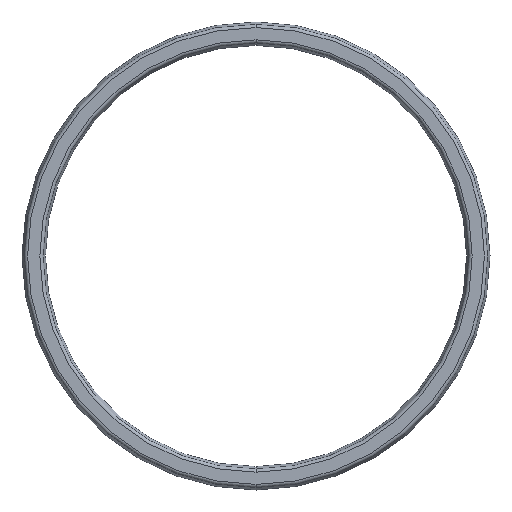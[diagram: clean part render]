
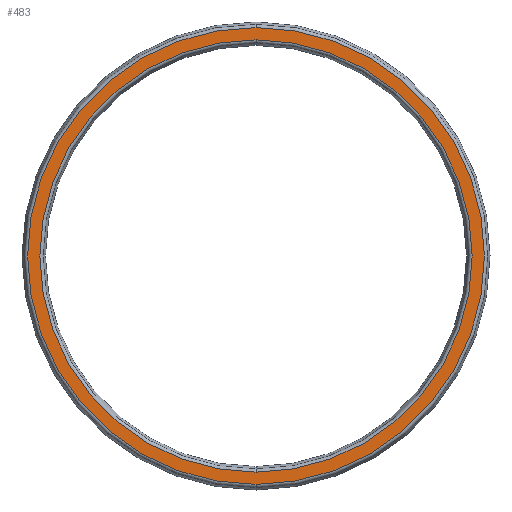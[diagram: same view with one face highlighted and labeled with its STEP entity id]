
A CAD part, front view. The second image highlights one B-rep face of the part: STEP entity #483.
In plain terms, the highlighted planar face has unit normal (0, -1, 0).
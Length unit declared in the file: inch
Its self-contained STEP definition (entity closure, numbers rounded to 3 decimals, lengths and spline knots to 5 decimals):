
#47 = CIRCLE ( 'NONE', #588, 4.04112 ) ;
#74 = CIRCLE ( 'NONE', #604, 4.27088 ) ;
#77 = DIRECTION ( 'NONE',  ( 0., 0., -1. ) ) ;
#90 = EDGE_CURVE ( 'NONE', #282, #597, #47, .T. ) ;
#95 = AXIS2_PLACEMENT_3D ( 'NONE', #265, #477, #404 ) ;
#110 = VERTEX_POINT ( 'NONE', #576 ) ;
#161 = DIRECTION ( 'NONE',  ( 0., 1., 0. ) ) ;
#167 = FACE_BOUND ( 'NONE', #422, .T. ) ;
#172 = DIRECTION ( 'NONE',  ( 0., -1., 0. ) ) ;
#174 = VERTEX_POINT ( 'NONE', #208 ) ;
#176 = FACE_OUTER_BOUND ( 'NONE', #631, .T. ) ;
#180 = ORIENTED_EDGE ( 'NONE', *, *, #209, .T. ) ;
#208 = CARTESIAN_POINT ( 'NONE',  ( 4.156, -0.3125, -4.27088 ) ) ;
#209 = EDGE_CURVE ( 'NONE', #174, #110, #309, .T. ) ;
#212 = DIRECTION ( 'NONE',  ( 0., 0., -1. ) ) ;
#223 = CARTESIAN_POINT ( 'NONE',  ( 4.156, -0.3125, 0. ) ) ;
#255 = AXIS2_PLACEMENT_3D ( 'NONE', #641, #331, #286 ) ;
#265 = CARTESIAN_POINT ( 'NONE',  ( 4.156, -0.3125, 0. ) ) ;
#270 = AXIS2_PLACEMENT_3D ( 'NONE', #322, #530, #77 ) ;
#272 = CARTESIAN_POINT ( 'NONE',  ( 4.156, -0.3125, 4.04112 ) ) ;
#282 = VERTEX_POINT ( 'NONE', #272 ) ;
#286 = DIRECTION ( 'NONE',  ( 0., 0., -1. ) ) ;
#307 = CARTESIAN_POINT ( 'NONE',  ( 4.156, -0.3125, -4.04112 ) ) ;
#309 = CIRCLE ( 'NONE', #270, 4.27088 ) ;
#322 = CARTESIAN_POINT ( 'NONE',  ( 4.156, -0.3125, 0. ) ) ;
#323 = CIRCLE ( 'NONE', #95, 4.04112 ) ;
#325 = DIRECTION ( 'NONE',  ( 0., 0., -1. ) ) ;
#329 = EDGE_CURVE ( 'NONE', #597, #282, #323, .T. ) ;
#331 = DIRECTION ( 'NONE',  ( 0., -1., 0. ) ) ;
#336 = PLANE ( 'NONE',  #255 ) ;
#363 = ORIENTED_EDGE ( 'NONE', *, *, #90, .T. ) ;
#404 = DIRECTION ( 'NONE',  ( 0., 0., -1. ) ) ;
#422 = EDGE_LOOP ( 'NONE', ( #618, #363 ) ) ;
#447 = EDGE_CURVE ( 'NONE', #110, #174, #74, .T. ) ;
#477 = DIRECTION ( 'NONE',  ( 0., 1., 0. ) ) ;
#483 = ADVANCED_FACE ( 'NONE', ( #176, #167 ), #336, .T. ) ;
#530 = DIRECTION ( 'NONE',  ( 0., -1., 0. ) ) ;
#576 = CARTESIAN_POINT ( 'NONE',  ( 4.156, -0.3125, 4.27088 ) ) ;
#588 = AXIS2_PLACEMENT_3D ( 'NONE', #632, #161, #212 ) ;
#597 = VERTEX_POINT ( 'NONE', #307 ) ;
#604 = AXIS2_PLACEMENT_3D ( 'NONE', #223, #172, #325 ) ;
#610 = ORIENTED_EDGE ( 'NONE', *, *, #447, .T. ) ;
#618 = ORIENTED_EDGE ( 'NONE', *, *, #329, .T. ) ;
#631 = EDGE_LOOP ( 'NONE', ( #180, #610 ) ) ;
#632 = CARTESIAN_POINT ( 'NONE',  ( 4.156, -0.3125, 0. ) ) ;
#641 = CARTESIAN_POINT ( 'NONE',  ( -0.15625, -0.3125, 0. ) ) ;
